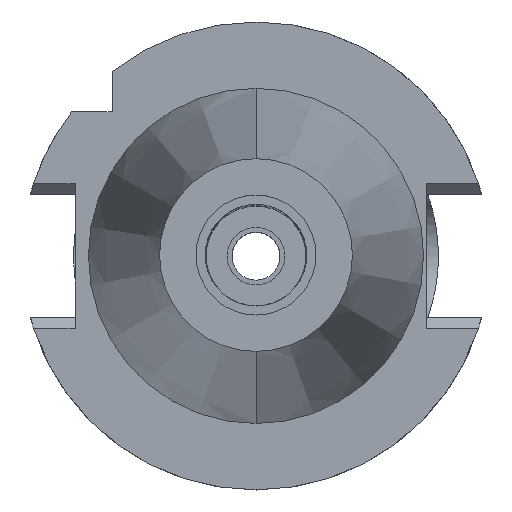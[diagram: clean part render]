
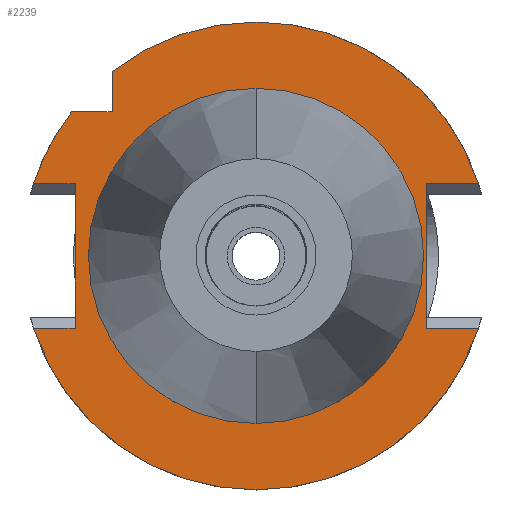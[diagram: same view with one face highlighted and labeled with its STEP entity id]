
A CAD part, top view. The second image highlights one B-rep face of the part: STEP entity #2239.
In plain terms, the highlighted planar face has unit normal (0, 0, 1).
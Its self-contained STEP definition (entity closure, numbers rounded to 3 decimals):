
#108=DIRECTION('',(-1.,0.,0.));
#109=VECTOR('',#108,8.669);
#110=CARTESIAN_POINT('',(-37.7,15.05,-1.5));
#111=LINE('',#110,#109);
#115=CARTESIAN_POINT('',(0.,0.,-1.5));
#116=DIRECTION('',(0.,0.,-1.));
#117=DIRECTION('',(-0.951,0.309,0.));
#118=AXIS2_PLACEMENT_3D('',#115,#116,#117);
#123=DIRECTION('',(0.,1.,0.));
#124=VECTOR('',#123,8.426);
#125=CARTESIAN_POINT('',(-30.,30.,-1.5));
#126=LINE('',#125,#124);
#130=CARTESIAN_POINT('',(0.,0.,-1.5));
#131=DIRECTION('',(0.,0.,-1.));
#132=DIRECTION('',(-0.615,0.788,0.));
#133=AXIS2_PLACEMENT_3D('',#130,#131,#132);
#138=CARTESIAN_POINT('',(0.,0.,-1.5));
#139=DIRECTION('',(0.,0.,-1.));
#140=DIRECTION('',(0.,1.,0.));
#141=AXIS2_PLACEMENT_3D('',#138,#139,#140);
#146=DIRECTION('',(0.,-1.,0.));
#147=VECTOR('',#146,30.1);
#148=CARTESIAN_POINT('',(35.5,15.05,-1.5));
#149=LINE('',#148,#147);
#153=DIRECTION('',(1.,0.,0.));
#154=VECTOR('',#153,10.869);
#155=CARTESIAN_POINT('',(35.5,-15.05,-1.5));
#156=LINE('',#155,#154);
#160=CARTESIAN_POINT('',(0.,0.,-1.5));
#161=DIRECTION('',(0.,0.,-1.));
#162=DIRECTION('',(0.951,-0.309,0.));
#163=AXIS2_PLACEMENT_3D('',#160,#161,#162);
#168=CARTESIAN_POINT('',(0.,0.,-1.5));
#169=DIRECTION('',(0.,0.,-1.));
#170=DIRECTION('',(0.,-1.,0.));
#171=AXIS2_PLACEMENT_3D('',#168,#169,#170);
#176=CARTESIAN_POINT('',(0.,0.,-1.5));
#177=DIRECTION('',(0.,0.,1.));
#178=DIRECTION('',(0.,-1.,0.));
#179=AXIS2_PLACEMENT_3D('',#176,#177,#178);
#184=CARTESIAN_POINT('',(0.,0.,-1.5));
#185=DIRECTION('',(0.,0.,1.));
#186=DIRECTION('',(0.,1.,0.));
#187=AXIS2_PLACEMENT_3D('',#184,#185,#186);
#192=DIRECTION('',(0.,-1.,0.));
#193=VECTOR('',#192,30.1);
#194=CARTESIAN_POINT('',(-37.7,15.05,-1.5));
#195=LINE('',#194,#193);
#264=DIRECTION('',(-1.,0.,0.));
#265=VECTOR('',#264,8.669);
#266=CARTESIAN_POINT('',(-37.7,-15.05,-1.5));
#267=LINE('',#266,#265);
#589=DIRECTION('',(1.,0.,0.));
#590=VECTOR('',#589,10.869);
#591=CARTESIAN_POINT('',(35.5,15.05,-1.5));
#592=LINE('',#591,#590);
#745=DIRECTION('',(-1.,0.,0.));
#746=VECTOR('',#745,8.426);
#747=CARTESIAN_POINT('',(-30.,30.,-1.5));
#748=LINE('',#747,#746);
#1813=CARTESIAN_POINT('',(0.,34.925,-1.5));
#1814=VERTEX_POINT('',#1813);
#1815=CARTESIAN_POINT('',(0.,-34.925,-1.5));
#1816=VERTEX_POINT('',#1815);
#1817=CARTESIAN_POINT('',(-37.7,15.05,-1.5));
#1818=CARTESIAN_POINT('',(-37.7,-15.05,-1.5));
#1819=VERTEX_POINT('',#1817);
#1820=VERTEX_POINT('',#1818);
#1821=CARTESIAN_POINT('',(-46.369,15.05,-1.5));
#1822=VERTEX_POINT('',#1821);
#1823=CARTESIAN_POINT('',(-38.426,30.,-1.5));
#1824=VERTEX_POINT('',#1823);
#1825=CARTESIAN_POINT('',(-30.,30.,-1.5));
#1826=VERTEX_POINT('',#1825);
#1827=CARTESIAN_POINT('',(-30.,38.426,-1.5));
#1828=VERTEX_POINT('',#1827);
#1829=CARTESIAN_POINT('',(0.,48.75,-1.5));
#1830=CARTESIAN_POINT('',(46.369,15.05,-1.5));
#1831=VERTEX_POINT('',#1829);
#1832=VERTEX_POINT('',#1830);
#1833=CARTESIAN_POINT('',(35.5,15.05,-1.5));
#1834=VERTEX_POINT('',#1833);
#1835=CARTESIAN_POINT('',(35.5,-15.05,-1.5));
#1836=VERTEX_POINT('',#1835);
#1837=CARTESIAN_POINT('',(46.369,-15.05,-1.5));
#1838=VERTEX_POINT('',#1837);
#1839=CARTESIAN_POINT('',(0.,-48.75,-1.5));
#1840=CARTESIAN_POINT('',(-46.369,-15.05,-1.5));
#1841=VERTEX_POINT('',#1839);
#1842=VERTEX_POINT('',#1840);
#2202=CARTESIAN_POINT('',(0.,0.,-1.5));
#2203=DIRECTION('',(0.,0.,1.));
#2204=DIRECTION('',(0.,1.,0.));
#2205=AXIS2_PLACEMENT_3D('',#2202,#2203,#2204);
#2206=PLANE('',#2205);
#2208=ORIENTED_EDGE('',*,*,#2207,.F.);
#2210=ORIENTED_EDGE('',*,*,#2209,.T.);
#2212=ORIENTED_EDGE('',*,*,#2211,.T.);
#2214=ORIENTED_EDGE('',*,*,#2213,.F.);
#2216=ORIENTED_EDGE('',*,*,#2215,.T.);
#2218=ORIENTED_EDGE('',*,*,#2217,.T.);
#2220=ORIENTED_EDGE('',*,*,#2219,.T.);
#2222=ORIENTED_EDGE('',*,*,#2221,.F.);
#2224=ORIENTED_EDGE('',*,*,#2223,.T.);
#2226=ORIENTED_EDGE('',*,*,#2225,.T.);
#2228=ORIENTED_EDGE('',*,*,#2227,.T.);
#2230=ORIENTED_EDGE('',*,*,#2229,.T.);
#2232=ORIENTED_EDGE('',*,*,#2231,.F.);
#2233=EDGE_LOOP('',(#2208,#2210,#2212,#2214,#2216,#2218,#2220,#2222,#2224,#2226,
#2228,#2230,#2232));
#2234=FACE_OUTER_BOUND('',#2233,.F.);
#2235=ORIENTED_EDGE('',*,*,#2181,.T.);
#2236=ORIENTED_EDGE('',*,*,#2197,.T.);
#2237=EDGE_LOOP('',(#2235,#2236));
#2238=FACE_BOUND('',#2237,.F.);
#119=CIRCLE('',#118,48.75);
#134=CIRCLE('',#133,48.75);
#142=CIRCLE('',#141,48.75);
#164=CIRCLE('',#163,48.75);
#172=CIRCLE('',#171,48.75);
#180=CIRCLE('',#179,34.925);
#188=CIRCLE('',#187,34.925);
#2181=EDGE_CURVE('',#1816,#1814,#180,.T.);
#2197=EDGE_CURVE('',#1814,#1816,#188,.T.);
#2207=EDGE_CURVE('',#1819,#1820,#195,.T.);
#2209=EDGE_CURVE('',#1819,#1822,#111,.T.);
#2211=EDGE_CURVE('',#1822,#1824,#119,.T.);
#2213=EDGE_CURVE('',#1826,#1824,#748,.T.);
#2215=EDGE_CURVE('',#1826,#1828,#126,.T.);
#2217=EDGE_CURVE('',#1828,#1831,#134,.T.);
#2219=EDGE_CURVE('',#1831,#1832,#142,.T.);
#2221=EDGE_CURVE('',#1834,#1832,#592,.T.);
#2223=EDGE_CURVE('',#1834,#1836,#149,.T.);
#2225=EDGE_CURVE('',#1836,#1838,#156,.T.);
#2227=EDGE_CURVE('',#1838,#1841,#164,.T.);
#2229=EDGE_CURVE('',#1841,#1842,#172,.T.);
#2231=EDGE_CURVE('',#1820,#1842,#267,.T.);
#2239=ADVANCED_FACE('',(#2234,#2238),#2206,.T.);
